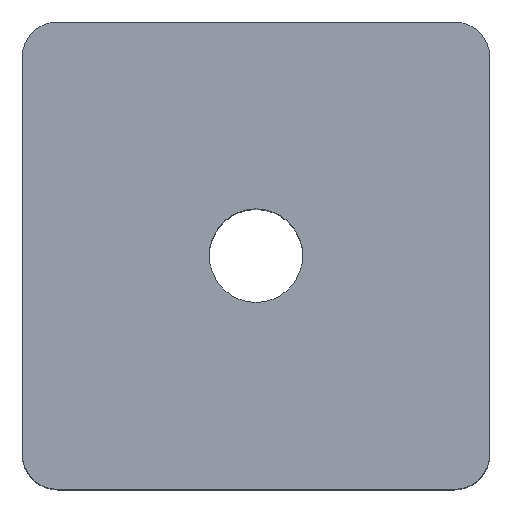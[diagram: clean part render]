
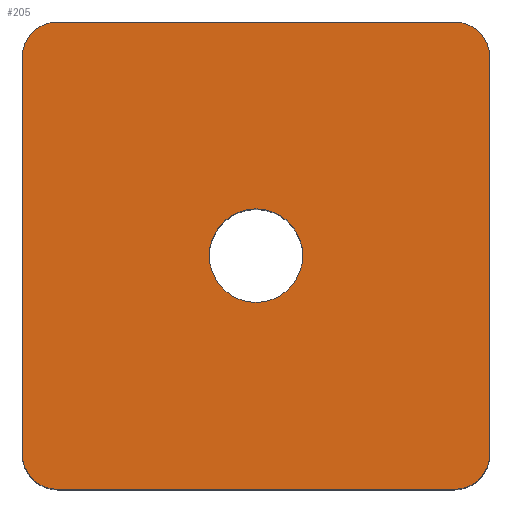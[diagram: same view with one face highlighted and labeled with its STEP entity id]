
A CAD part, top view. The second image highlights one B-rep face of the part: STEP entity #205.
In plain terms, the highlighted planar face has unit normal (0, 0, 1).
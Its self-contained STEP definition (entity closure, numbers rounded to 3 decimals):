
#16=FACE_BOUND('',#46,.T.);
#22=PLANE('',#246);
#33=FACE_OUTER_BOUND('',#45,.T.);
#45=EDGE_LOOP('',(#181,#182,#183,#184,#185,#186,#187,#188));
#46=EDGE_LOOP('',(#189));
#53=LINE('',#336,#70);
#57=LINE('',#345,#74);
#60=LINE('',#353,#77);
#63=LINE('',#361,#80);
#70=VECTOR('',#273,17.);
#74=VECTOR('',#283,17.);
#77=VECTOR('',#292,17.);
#80=VECTOR('',#301,17.);
#81=CIRCLE('',#227,2.);
#87=CIRCLE('',#236,1.5);
#88=CIRCLE('',#239,1.5);
#89=CIRCLE('',#242,1.5);
#90=CIRCLE('',#245,1.5);
#91=VERTEX_POINT('',#310);
#101=VERTEX_POINT('',#333);
#102=VERTEX_POINT('',#335);
#103=VERTEX_POINT('',#339);
#104=VERTEX_POINT('',#343);
#105=VERTEX_POINT('',#347);
#106=VERTEX_POINT('',#351);
#107=VERTEX_POINT('',#355);
#108=VERTEX_POINT('',#359);
#109=EDGE_CURVE('',#91,#91,#81,.T.);
#121=EDGE_CURVE('',#102,#101,#53,.T.);
#124=EDGE_CURVE('',#101,#103,#87,.T.);
#126=EDGE_CURVE('',#103,#104,#57,.T.);
#128=EDGE_CURVE('',#104,#105,#88,.T.);
#130=EDGE_CURVE('',#105,#106,#60,.T.);
#132=EDGE_CURVE('',#106,#107,#89,.T.);
#134=EDGE_CURVE('',#107,#108,#63,.T.);
#135=EDGE_CURVE('',#108,#102,#90,.T.);
#181=ORIENTED_EDGE('',*,*,#134,.T.);
#182=ORIENTED_EDGE('',*,*,#135,.T.);
#183=ORIENTED_EDGE('',*,*,#121,.T.);
#184=ORIENTED_EDGE('',*,*,#124,.T.);
#185=ORIENTED_EDGE('',*,*,#126,.T.);
#186=ORIENTED_EDGE('',*,*,#128,.T.);
#187=ORIENTED_EDGE('',*,*,#130,.T.);
#188=ORIENTED_EDGE('',*,*,#132,.T.);
#189=ORIENTED_EDGE('',*,*,#109,.F.);
#205=ADVANCED_FACE('',(#33,#16),#22,.T.);
#227=AXIS2_PLACEMENT_3D('',#311,#251,#252);
#236=AXIS2_PLACEMENT_3D('',#341,#278,#279);
#239=AXIS2_PLACEMENT_3D('',#349,#287,#288);
#242=AXIS2_PLACEMENT_3D('',#357,#296,#297);
#245=AXIS2_PLACEMENT_3D('',#363,#304,#305);
#246=AXIS2_PLACEMENT_3D('',#364,#306,#307);
#251=DIRECTION('center_axis',(0.,0.,1.));
#252=DIRECTION('ref_axis',(1.,0.,0.));
#273=DIRECTION('',(0.,-1.,0.));
#278=DIRECTION('center_axis',(0.,0.,1.));
#279=DIRECTION('ref_axis',(1.,0.,0.));
#283=DIRECTION('',(1.,0.,0.));
#287=DIRECTION('center_axis',(0.,0.,1.));
#288=DIRECTION('ref_axis',(1.,0.,0.));
#292=DIRECTION('',(0.,1.,0.));
#296=DIRECTION('center_axis',(0.,0.,1.));
#297=DIRECTION('ref_axis',(1.,0.,0.));
#301=DIRECTION('',(-1.,0.,0.));
#304=DIRECTION('center_axis',(0.,0.,1.));
#305=DIRECTION('ref_axis',(1.,0.,0.));
#306=DIRECTION('center_axis',(0.,0.,1.));
#307=DIRECTION('ref_axis',(1.,0.,0.));
#310=CARTESIAN_POINT('',(0.,-2.,8.9));
#311=CARTESIAN_POINT('Origin',(0.,0.,8.9));
#333=CARTESIAN_POINT('',(-10.,-8.5,8.9));
#335=CARTESIAN_POINT('',(-10.,8.5,8.9));
#336=CARTESIAN_POINT('',(-10.,8.5,8.9));
#339=CARTESIAN_POINT('',(-8.5,-10.,8.9));
#341=CARTESIAN_POINT('Origin',(-8.5,-8.5,8.9));
#343=CARTESIAN_POINT('',(8.5,-10.,8.9));
#345=CARTESIAN_POINT('',(-8.5,-10.,8.9));
#347=CARTESIAN_POINT('',(10.,-8.5,8.9));
#349=CARTESIAN_POINT('Origin',(8.5,-8.5,8.9));
#351=CARTESIAN_POINT('',(10.,8.5,8.9));
#353=CARTESIAN_POINT('',(10.,-8.5,8.9));
#355=CARTESIAN_POINT('',(8.5,10.,8.9));
#357=CARTESIAN_POINT('Origin',(8.5,8.5,8.9));
#359=CARTESIAN_POINT('',(-8.5,10.,8.9));
#361=CARTESIAN_POINT('',(8.5,10.,8.9));
#363=CARTESIAN_POINT('Origin',(-8.5,8.5,8.9));
#364=CARTESIAN_POINT('Origin',(0.,0.,8.9));
